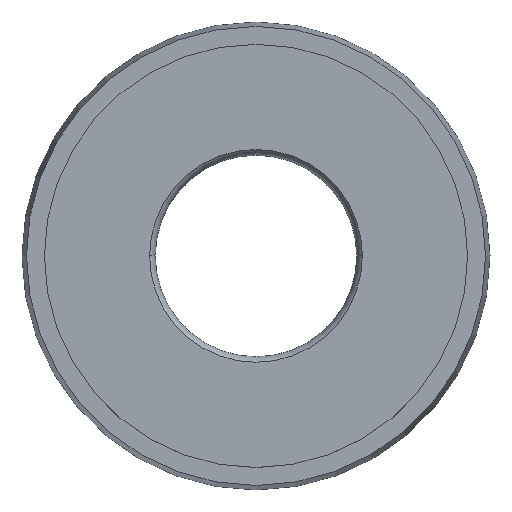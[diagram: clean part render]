
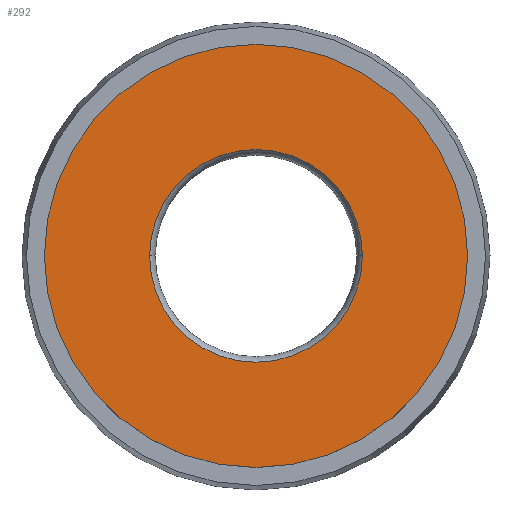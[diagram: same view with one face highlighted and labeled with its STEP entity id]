
A CAD part, top view. The second image highlights one B-rep face of the part: STEP entity #292.
In plain terms, the highlighted planar face has unit normal (0, 0, 1).
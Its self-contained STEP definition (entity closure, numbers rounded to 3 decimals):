
#3 = CARTESIAN_POINT ( 'NONE',  ( -4.75, 0., 0. ) ) ;
#4 = AXIS2_PLACEMENT_3D ( 'NONE', #43, #46, #486 ) ;
#15 = ORIENTED_EDGE ( 'NONE', *, *, #576, .F. ) ;
#16 = VERTEX_POINT ( 'NONE', #3 ) ;
#43 = CARTESIAN_POINT ( 'NONE',  ( 0., 0., 0. ) ) ;
#45 = DIRECTION ( 'NONE',  ( 1., 0., 0. ) ) ;
#46 = DIRECTION ( 'NONE',  ( 0., 0., 1. ) ) ;
#71 = CARTESIAN_POINT ( 'NONE',  ( 0., 0., 0. ) ) ;
#78 = EDGE_LOOP ( 'NONE', ( #378, #15 ) ) ;
#93 = DIRECTION ( 'NONE',  ( 0., 0., 1. ) ) ;
#116 = VERTEX_POINT ( 'NONE', #456 ) ;
#123 = DIRECTION ( 'NONE',  ( 0., 0., -1. ) ) ;
#128 = CIRCLE ( 'NONE', #416, 9.45 ) ;
#129 = DIRECTION ( 'NONE',  ( 0., 0., 1. ) ) ;
#141 = CARTESIAN_POINT ( 'NONE',  ( 0., 0., 0. ) ) ;
#167 = CARTESIAN_POINT ( 'NONE',  ( 0., 0., 0. ) ) ;
#215 = DIRECTION ( 'NONE',  ( 0., 0., 1. ) ) ;
#217 = AXIS2_PLACEMENT_3D ( 'NONE', #71, #215, #357 ) ;
#245 = VERTEX_POINT ( 'NONE', #510 ) ;
#251 = EDGE_CURVE ( 'NONE', #622, #16, #404, .T. ) ;
#267 = CARTESIAN_POINT ( 'NONE',  ( 0., 0., 0. ) ) ;
#277 = CIRCLE ( 'NONE', #334, 4.75 ) ;
#292 = ADVANCED_FACE ( 'NONE', ( #459, #396 ), #313, .F. ) ;
#302 = CIRCLE ( 'NONE', #4, 9.45 ) ;
#313 = PLANE ( 'NONE',  #501 ) ;
#334 = AXIS2_PLACEMENT_3D ( 'NONE', #267, #129, #383 ) ;
#337 = EDGE_LOOP ( 'NONE', ( #420, #521 ) ) ;
#357 = DIRECTION ( 'NONE',  ( 1., 0., 0. ) ) ;
#376 = CARTESIAN_POINT ( 'NONE',  ( 4.75, 0., 0. ) ) ;
#378 = ORIENTED_EDGE ( 'NONE', *, *, #251, .F. ) ;
#383 = DIRECTION ( 'NONE',  ( 1., 0., 0. ) ) ;
#396 = FACE_OUTER_BOUND ( 'NONE', #337, .T. ) ;
#404 = CIRCLE ( 'NONE', #217, 4.75 ) ;
#416 = AXIS2_PLACEMENT_3D ( 'NONE', #141, #93, #45 ) ;
#420 = ORIENTED_EDGE ( 'NONE', *, *, #583, .T. ) ;
#456 = CARTESIAN_POINT ( 'NONE',  ( 9.45, 0., 0. ) ) ;
#459 = FACE_BOUND ( 'NONE', #78, .T. ) ;
#478 = EDGE_CURVE ( 'NONE', #245, #116, #302, .T. ) ;
#486 = DIRECTION ( 'NONE',  ( 1., 0., 0. ) ) ;
#501 = AXIS2_PLACEMENT_3D ( 'NONE', #167, #123, #568 ) ;
#510 = CARTESIAN_POINT ( 'NONE',  ( -9.45, 0., 0. ) ) ;
#521 = ORIENTED_EDGE ( 'NONE', *, *, #478, .T. ) ;
#568 = DIRECTION ( 'NONE',  ( -1., 0., 0. ) ) ;
#576 = EDGE_CURVE ( 'NONE', #16, #622, #277, .T. ) ;
#583 = EDGE_CURVE ( 'NONE', #116, #245, #128, .T. ) ;
#622 = VERTEX_POINT ( 'NONE', #376 ) ;
